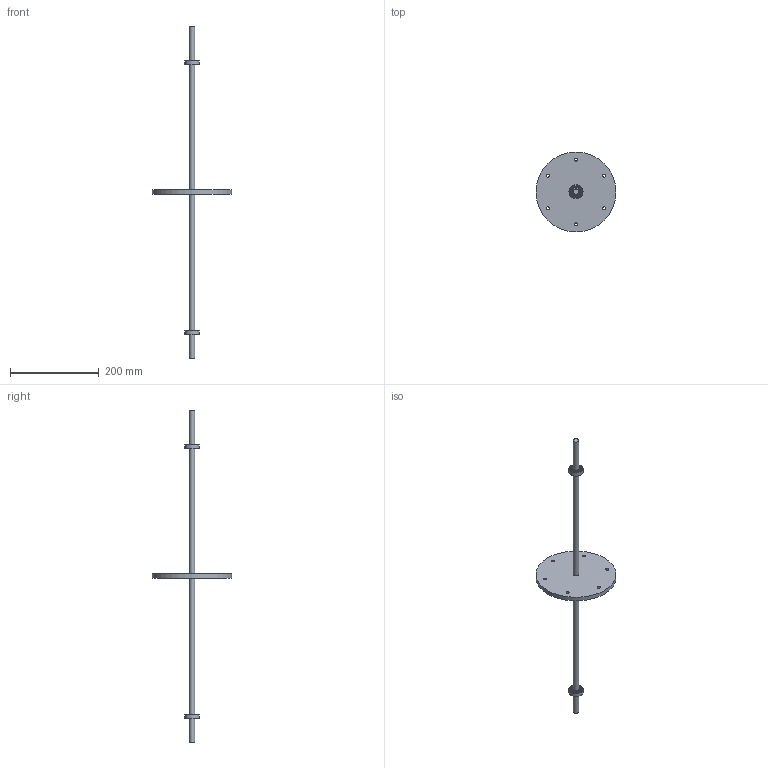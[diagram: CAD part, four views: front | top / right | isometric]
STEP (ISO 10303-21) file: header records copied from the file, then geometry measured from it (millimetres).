
FILE_DESCRIPTION(/* description */ (''),/* implementation_level */ '2;1');
FILE_NAME(/* name */ 'Montagem_sistema.stp',/* time_stamp */ '2019-05-24T10:22:51-03:00',/* author */ ('vinig'),/* organization */ (''),/* preprocessor_version */ 'ST-DEVELOPER v16.13',/* originating_system */ 'Autodesk Inventor 2018',/* authorisation */ '');
FILE_SCHEMA (('AUTOMOTIVE_DESIGN { 1 0 10303 214 3 1 1 }'));
Length unit declared in the file: millimetre
Products named in the file (8): Montagem_sistema; Disco; Eixo; 6201-2Z; 6201-2Z_PART1; 6201-2Z_PART2; 6201-2Z_PART3; 6201-2Z_PART4
Assembly tree (20 placements, depth 3):
  Montagem_sistema
    Disco
    Eixo
    6201-2Z  x2
      6201-2Z_PART1
      6201-2Z_PART2
      6201-2Z_PART3
      6201-2Z_PART4
Bounding box: 180.7 x 180.7 x 750 mm (x, y, z)
Volume: 357172.7 mm3; surface area: 99712.9 mm2
Topology: 20 solids, 20 shells, 107 faces, 221 edges, 134 vertices
Faces by surface type: cylinder 33, plane 20, cone 20, torus 20, sphere 14
Full cylindrical faces by diameter (mm): 6.8 x6, 12 x2, 12.7 x1, 12.75 x1, 18.45 x8, 26.02 x4, 27.34 x8, 32 x2, 180.7 x1
Entity records: 1601 total; most frequent: DIRECTION 282, CARTESIAN_POINT 201, AXIS2_PLACEMENT_3D 141, ORIENTED_EDGE 118, EDGE_LOOP 117, FACE_BOUND 63, VERTEX_POINT 60, CIRCLE 59
